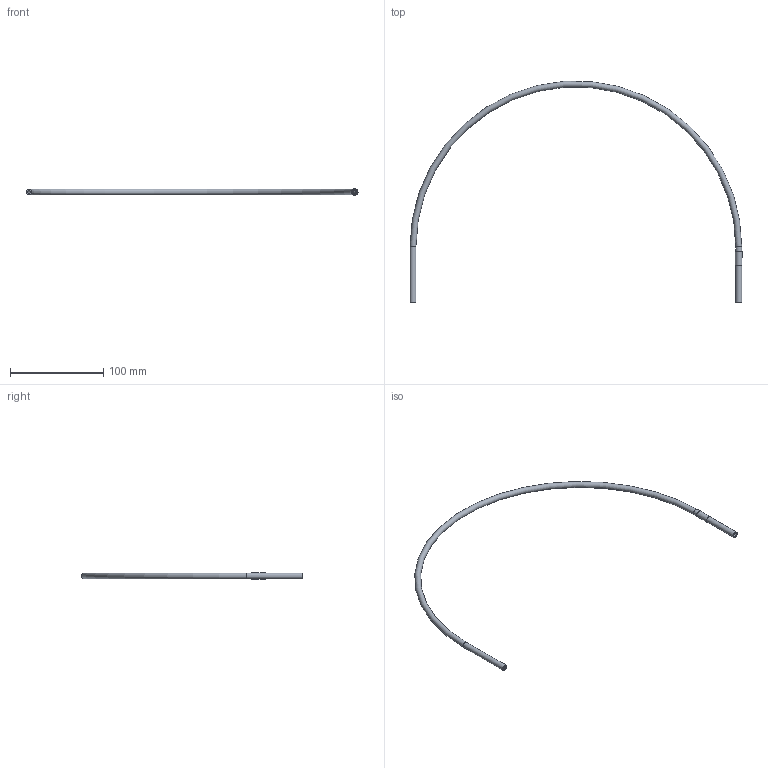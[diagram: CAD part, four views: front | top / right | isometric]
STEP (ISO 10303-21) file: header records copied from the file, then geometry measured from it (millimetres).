
FILE_DESCRIPTION (( 'STEP AP214' ), '1' );
FILE_NAME ('1087-Z2P-A.STEP', '2013-05-15T14:46:10', ( '3DAssist' ), ( '' ), 'SwSTEP 2.0', 'SolidWorks 2013', '' );
FILE_SCHEMA (( 'AUTOMOTIVE_DESIGN' ));
Length unit declared in the file: millimetre
Products named in the file (1): 1087-Z2P-A
Bounding box: 356.82 x 237.76 x 7 mm (x, y, z)
Volume: 15993.4 mm3; surface area: 20145.6 mm2
Topology: 1 solids, 1 shells, 13 faces, 22 edges, 13 vertices
Faces by surface type: cylinder 6, plane 4, torus 2, cone 1
Full cylindrical faces by diameter (mm): 3.175 x2, 6.35 x3, 7 x1
Entity records: 335 total; most frequent: DIRECTION 54, CARTESIAN_POINT 40, AXIS2_PLACEMENT_3D 27, EDGE_LOOP 26, ORIENTED_EDGE 26, FACE_OUTER_BOUND 21, CIRCLE 13, VERTEX_POINT 13
